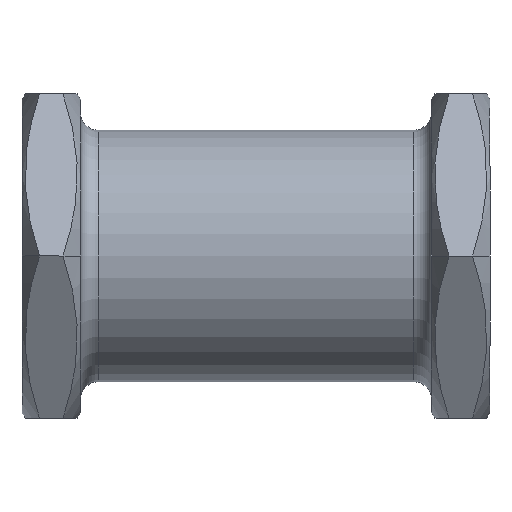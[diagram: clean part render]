
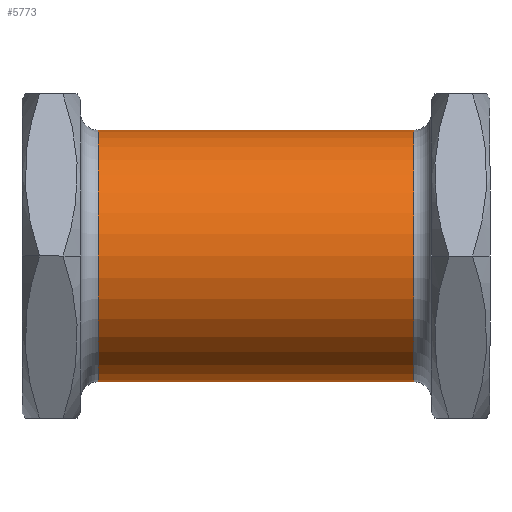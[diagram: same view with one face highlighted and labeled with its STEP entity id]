
A CAD part, front view. The second image highlights one B-rep face of the part: STEP entity #5773.
In plain terms, the highlighted cylindrical face has radius 21.5 mm (diameter 43 mm), a partial arc.
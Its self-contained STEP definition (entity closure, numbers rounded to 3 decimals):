
#318 = ORIENTED_EDGE ( 'NONE', *, *, #6883, .F. ) ;
#397 = EDGE_LOOP ( 'NONE', ( #318, #9663, #1475, #7797, #3252, #6417 ) ) ;
#539 = CARTESIAN_POINT ( 'NONE',  ( -67., 0., -21.5 ) ) ;
#580 = CARTESIAN_POINT ( 'NONE',  ( -67., 0., 0. ) ) ;
#744 = VERTEX_POINT ( 'NONE', #4271 ) ;
#868 = CARTESIAN_POINT ( 'NONE',  ( -70., 0., 21.5 ) ) ;
#948 = EDGE_CURVE ( 'NONE', #5630, #6901, #3019, .T. ) ;
#986 = FACE_OUTER_BOUND ( 'NONE', #397, .T. ) ;
#1475 = ORIENTED_EDGE ( 'NONE', *, *, #948, .T. ) ;
#1516 = CARTESIAN_POINT ( 'NONE',  ( -67., 0., 21.5 ) ) ;
#1668 = CARTESIAN_POINT ( 'NONE',  ( -70., 0., 0. ) ) ;
#1798 = VECTOR ( 'NONE', #5298, 1000. ) ;
#2345 = CIRCLE ( 'NONE', #4158, 21.5 ) ;
#2388 = DIRECTION ( 'NONE',  ( 1., 0., 0. ) ) ;
#2454 = DIRECTION ( 'NONE',  ( 1., 0., 0. ) ) ;
#2505 = AXIS2_PLACEMENT_3D ( 'NONE', #580, #3371, #4097 ) ;
#2766 = VECTOR ( 'NONE', #2388, 1000. ) ;
#3019 = LINE ( 'NONE', #9249, #1798 ) ;
#3105 = EDGE_CURVE ( 'NONE', #9368, #5630, #7469, .T. ) ;
#3174 = EDGE_CURVE ( 'NONE', #6652, #5310, #2345, .T. ) ;
#3252 = ORIENTED_EDGE ( 'NONE', *, *, #3174, .T. ) ;
#3371 = DIRECTION ( 'NONE',  ( 1., 0., 0. ) ) ;
#3692 = EDGE_CURVE ( 'NONE', #744, #5310, #5581, .T. ) ;
#4047 = DIRECTION ( 'NONE',  ( -1., 0., 0. ) ) ;
#4097 = DIRECTION ( 'NONE',  ( 0., 0., 1. ) ) ;
#4158 = AXIS2_PLACEMENT_3D ( 'NONE', #4818, #4047, #7156 ) ;
#4271 = CARTESIAN_POINT ( 'NONE',  ( -40., 0., 21.5 ) ) ;
#4538 = CARTESIAN_POINT ( 'NONE',  ( -70., 0., 21.5 ) ) ;
#4681 = DIRECTION ( 'NONE',  ( 1., 0., 0. ) ) ;
#4818 = CARTESIAN_POINT ( 'NONE',  ( -13., 0., 0. ) ) ;
#4946 = CARTESIAN_POINT ( 'NONE',  ( -13., 0., 21.5 ) ) ;
#4999 = DIRECTION ( 'NONE',  ( 1., 0., 0. ) ) ;
#5298 = DIRECTION ( 'NONE',  ( 1., 0., 0. ) ) ;
#5310 = VERTEX_POINT ( 'NONE', #4946 ) ;
#5531 = LINE ( 'NONE', #7910, #8486 ) ;
#5581 = LINE ( 'NONE', #868, #2766 ) ;
#5630 = VERTEX_POINT ( 'NONE', #539 ) ;
#5773 = ADVANCED_FACE ( 'NONE', ( #986 ), #6492, .T. ) ;
#6417 = ORIENTED_EDGE ( 'NONE', *, *, #3692, .F. ) ;
#6492 = CYLINDRICAL_SURFACE ( 'NONE', #6498, 21.5 ) ;
#6498 = AXIS2_PLACEMENT_3D ( 'NONE', #1668, #2454, #9451 ) ;
#6609 = EDGE_CURVE ( 'NONE', #6901, #6652, #5531, .T. ) ;
#6652 = VERTEX_POINT ( 'NONE', #9423 ) ;
#6883 = EDGE_CURVE ( 'NONE', #9368, #744, #7025, .T. ) ;
#6901 = VERTEX_POINT ( 'NONE', #7699 ) ;
#7025 = LINE ( 'NONE', #4538, #10163 ) ;
#7156 = DIRECTION ( 'NONE',  ( 0., 0., -1. ) ) ;
#7469 = CIRCLE ( 'NONE', #2505, 21.5 ) ;
#7699 = CARTESIAN_POINT ( 'NONE',  ( -40., 0., -21.5 ) ) ;
#7797 = ORIENTED_EDGE ( 'NONE', *, *, #6609, .T. ) ;
#7910 = CARTESIAN_POINT ( 'NONE',  ( -70., 0., -21.5 ) ) ;
#8486 = VECTOR ( 'NONE', #4999, 1000. ) ;
#9249 = CARTESIAN_POINT ( 'NONE',  ( -70., 0., -21.5 ) ) ;
#9368 = VERTEX_POINT ( 'NONE', #1516 ) ;
#9423 = CARTESIAN_POINT ( 'NONE',  ( -13., 0., -21.5 ) ) ;
#9451 = DIRECTION ( 'NONE',  ( 0., 0., -1. ) ) ;
#9663 = ORIENTED_EDGE ( 'NONE', *, *, #3105, .T. ) ;
#10163 = VECTOR ( 'NONE', #4681, 1000. ) ;
